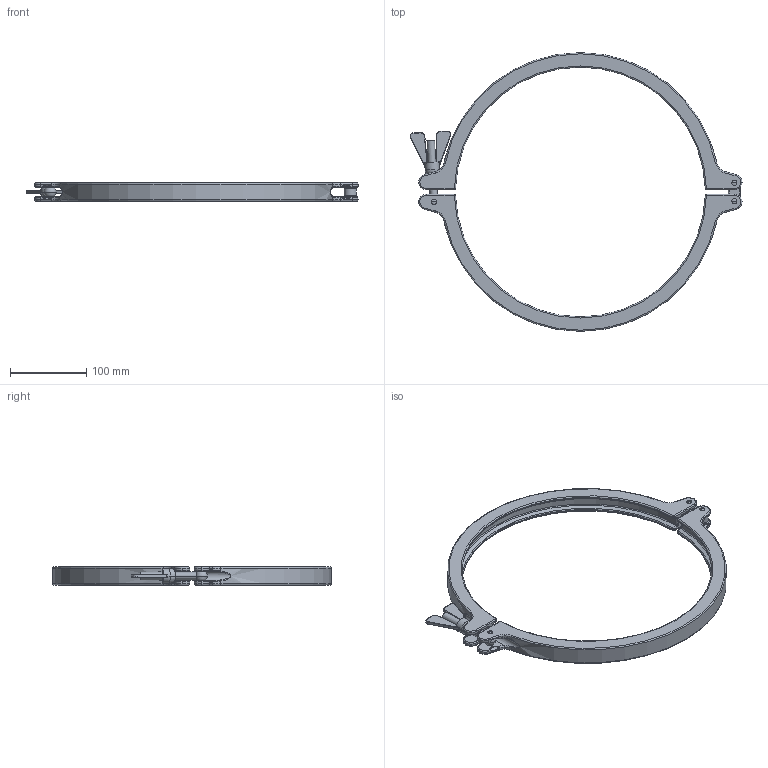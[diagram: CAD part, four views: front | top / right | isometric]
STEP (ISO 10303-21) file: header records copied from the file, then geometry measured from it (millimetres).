
FILE_DESCRIPTION (( 'STEP AP214' ), '1' );
FILE_NAME ('CL.SAF.1258.STEP', '2020-05-19T13:13:53', ( '' ), ( '' ), 'SwSTEP 2.0', 'SolidWorks 2020', '' );
FILE_SCHEMA (( 'AUTOMOTIVE_DESIGN' ));
Length unit declared in the file: millimetre
Products named in the file (1): CL.SAF.1258
Bounding box: 436.5 x 366.5 x 25.3 mm (x, y, z)
Volume: 432399.7 mm3; surface area: 122960 mm2
Topology: 3 solids, 5 shells, 415 faces, 981 edges, 552 vertices
Faces by surface type: cylinder 152, torus 94, bspline 76, plane 47, sphere 42, cone 4
Entity records: 15140 total; most frequent: CARTESIAN_POINT 6135, DIRECTION 1932, ORIENTED_EDGE 1876, EDGE_CURVE 938, AXIS2_PLACEMENT_3D 846, VERTEX_POINT 547, CIRCLE 506, EDGE_LOOP 443
